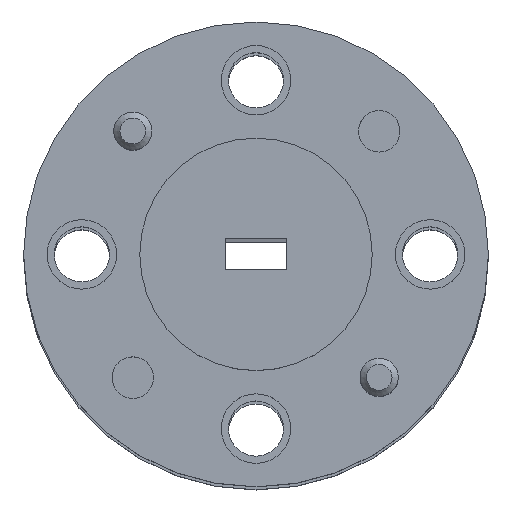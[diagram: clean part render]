
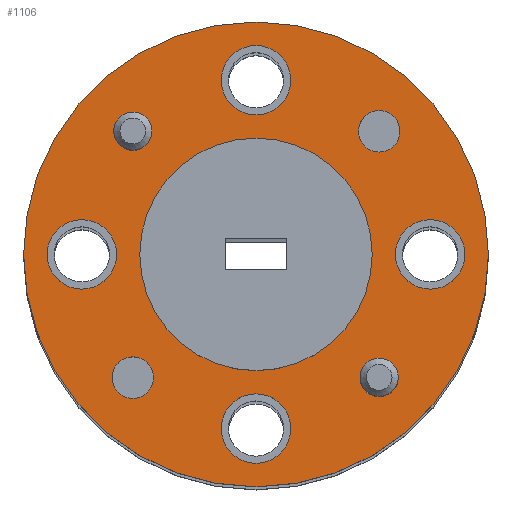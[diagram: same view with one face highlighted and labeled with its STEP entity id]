
A CAD part, top view. The second image highlights one B-rep face of the part: STEP entity #1106.
In plain terms, the highlighted planar face has unit normal (0, 0, 1).
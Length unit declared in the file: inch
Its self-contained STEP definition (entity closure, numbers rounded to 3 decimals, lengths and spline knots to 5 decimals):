
#43 = VERTEX_POINT ( 'NONE', #682 ) ;
#57 = EDGE_LOOP ( 'NONE', ( #1466 ) ) ;
#71 = EDGE_LOOP ( 'NONE', ( #172 ) ) ;
#73 = AXIS2_PLACEMENT_3D ( 'NONE', #1244, #541, #1514 ) ;
#76 = DIRECTION ( 'NONE',  ( 0., 0., 1. ) ) ;
#151 = DIRECTION ( 'NONE',  ( 1., 0., 0. ) ) ;
#172 = ORIENTED_EDGE ( 'NONE', *, *, #1257, .F. ) ;
#184 = CIRCLE ( 'NONE', #1033, 0.375 ) ;
#213 = VERTEX_POINT ( 'NONE', #867 ) ;
#214 = DIRECTION ( 'NONE',  ( 0., 0., 1. ) ) ;
#240 = AXIS2_PLACEMENT_3D ( 'NONE', #366, #356, #1493 ) ;
#254 = CIRCLE ( 'NONE', #768, 0.056 ) ;
#255 = CIRCLE ( 'NONE', #699, 0.056 ) ;
#262 = CARTESIAN_POINT ( 'NONE',  ( -0.225, 0., 0. ) ) ;
#264 = ORIENTED_EDGE ( 'NONE', *, *, #1389, .F. ) ;
#283 = VERTEX_POINT ( 'NONE', #419 ) ;
#318 = DIRECTION ( 'NONE',  ( 1., 0., 0. ) ) ;
#339 = DIRECTION ( 'NONE',  ( 0., 0., 1. ) ) ;
#355 = DIRECTION ( 'NONE',  ( 1., 0., 0. ) ) ;
#356 = DIRECTION ( 'NONE',  ( 0., 0., 1. ) ) ;
#358 = VERTEX_POINT ( 'NONE', #548 ) ;
#366 = CARTESIAN_POINT ( 'NONE',  ( -0.281, 0., 0. ) ) ;
#386 = FACE_OUTER_BOUND ( 'NONE', #644, .T. ) ;
#413 = FACE_BOUND ( 'NONE', #71, .T. ) ;
#419 = CARTESIAN_POINT ( 'NONE',  ( -0.16795, 0.1987, 0. ) ) ;
#424 = DIRECTION ( 'NONE',  ( 0., 0., 1. ) ) ;
#425 = EDGE_LOOP ( 'NONE', ( #900 ) ) ;
#455 = VERTEX_POINT ( 'NONE', #262 ) ;
#464 = ORIENTED_EDGE ( 'NONE', *, *, #637, .F. ) ;
#481 = CIRCLE ( 'NONE', #1684, 0.03075 ) ;
#541 = DIRECTION ( 'NONE',  ( 0., 0., 1. ) ) ;
#544 = DIRECTION ( 'NONE',  ( 1., 0., 0. ) ) ;
#548 = CARTESIAN_POINT ( 'NONE',  ( 0.22945, -0.1987, 0. ) ) ;
#549 = EDGE_LOOP ( 'NONE', ( #264 ) ) ;
#571 = EDGE_LOOP ( 'NONE', ( #942 ) ) ;
#578 = EDGE_LOOP ( 'NONE', ( #464 ) ) ;
#631 = EDGE_CURVE ( 'NONE', #43, #43, #1025, .T. ) ;
#637 = EDGE_CURVE ( 'NONE', #653, #653, #255, .T. ) ;
#640 = EDGE_CURVE ( 'NONE', #455, #455, #1585, .T. ) ;
#644 = EDGE_LOOP ( 'NONE', ( #956 ) ) ;
#653 = VERTEX_POINT ( 'NONE', #1808 ) ;
#682 = CARTESIAN_POINT ( 'NONE',  ( -0.1652, -0.1987, 0. ) ) ;
#699 = AXIS2_PLACEMENT_3D ( 'NONE', #1486, #76, #924 ) ;
#707 = FACE_BOUND ( 'NONE', #1798, .T. ) ;
#719 = EDGE_CURVE ( 'NONE', #358, #358, #481, .T. ) ;
#724 = CARTESIAN_POINT ( 'NONE',  ( 0.056, 0.281, 0. ) ) ;
#733 = AXIS2_PLACEMENT_3D ( 'NONE', #1431, #873, #1572 ) ;
#768 = AXIS2_PLACEMENT_3D ( 'NONE', #1598, #1177, #1324 ) ;
#773 = FACE_BOUND ( 'NONE', #571, .T. ) ;
#783 = PLANE ( 'NONE',  #1258 ) ;
#810 = CIRCLE ( 'NONE', #733, 0.03075 ) ;
#823 = EDGE_CURVE ( 'NONE', #213, #213, #184, .T. ) ;
#835 = CARTESIAN_POINT ( 'NONE',  ( 0., 0., 0. ) ) ;
#861 = CARTESIAN_POINT ( 'NONE',  ( 0., 0., 0. ) ) ;
#867 = CARTESIAN_POINT ( 'NONE',  ( 0.375, 0., 0. ) ) ;
#873 = DIRECTION ( 'NONE',  ( 0., 0., 1. ) ) ;
#884 = EDGE_CURVE ( 'NONE', #1583, #1583, #984, .T. ) ;
#900 = ORIENTED_EDGE ( 'NONE', *, *, #631, .F. ) ;
#924 = DIRECTION ( 'NONE',  ( 1., 0., 0. ) ) ;
#942 = ORIENTED_EDGE ( 'NONE', *, *, #719, .F. ) ;
#956 = ORIENTED_EDGE ( 'NONE', *, *, #823, .T. ) ;
#984 = CIRCLE ( 'NONE', #1624, 0.0335 ) ;
#992 = DIRECTION ( 'NONE',  ( 0., 0., 1. ) ) ;
#1021 = CIRCLE ( 'NONE', #1134, 0.1875 ) ;
#1025 = CIRCLE ( 'NONE', #1529, 0.0335 ) ;
#1033 = AXIS2_PLACEMENT_3D ( 'NONE', #861, #992, #151 ) ;
#1065 = DIRECTION ( 'NONE',  ( 1., 0., 0. ) ) ;
#1074 = CARTESIAN_POINT ( 'NONE',  ( -0.1987, -0.1987, 0. ) ) ;
#1104 = ORIENTED_EDGE ( 'NONE', *, *, #884, .F. ) ;
#1106 = ADVANCED_FACE ( 'NONE', ( #773, #1136, #707, #413, #1381, #1505, #1116, #1461, #1788, #386 ), #783, .T. ) ;
#1116 = FACE_BOUND ( 'NONE', #1543, .T. ) ;
#1134 = AXIS2_PLACEMENT_3D ( 'NONE', #835, #1525, #544 ) ;
#1136 = FACE_BOUND ( 'NONE', #549, .T. ) ;
#1147 = CARTESIAN_POINT ( 'NONE',  ( 0.056, -0.281, 0. ) ) ;
#1177 = DIRECTION ( 'NONE',  ( 0., 0., 1. ) ) ;
#1205 = CARTESIAN_POINT ( 'NONE',  ( 0., 0., 0. ) ) ;
#1236 = ORIENTED_EDGE ( 'NONE', *, *, #1823, .F. ) ;
#1244 = CARTESIAN_POINT ( 'NONE',  ( 0., -0.281, 0. ) ) ;
#1257 = EDGE_CURVE ( 'NONE', #1320, #1320, #1278, .T. ) ;
#1258 = AXIS2_PLACEMENT_3D ( 'NONE', #1205, #1745, #355 ) ;
#1272 = CARTESIAN_POINT ( 'NONE',  ( 0.2322, 0.1987, 0. ) ) ;
#1278 = CIRCLE ( 'NONE', #73, 0.056 ) ;
#1303 = EDGE_LOOP ( 'NONE', ( #1236 ) ) ;
#1320 = VERTEX_POINT ( 'NONE', #1147 ) ;
#1324 = DIRECTION ( 'NONE',  ( 1., 0., 0. ) ) ;
#1344 = VERTEX_POINT ( 'NONE', #724 ) ;
#1381 = FACE_BOUND ( 'NONE', #57, .T. ) ;
#1389 = EDGE_CURVE ( 'NONE', #283, #283, #810, .T. ) ;
#1403 = DIRECTION ( 'NONE',  ( 1., 0., 0. ) ) ;
#1420 = CARTESIAN_POINT ( 'NONE',  ( 0.1875, 0., 0. ) ) ;
#1431 = CARTESIAN_POINT ( 'NONE',  ( -0.1987, 0.1987, 0. ) ) ;
#1461 = FACE_BOUND ( 'NONE', #425, .T. ) ;
#1466 = ORIENTED_EDGE ( 'NONE', *, *, #640, .F. ) ;
#1486 = CARTESIAN_POINT ( 'NONE',  ( 0.281, 0., 0. ) ) ;
#1493 = DIRECTION ( 'NONE',  ( 1., 0., 0. ) ) ;
#1496 = CARTESIAN_POINT ( 'NONE',  ( 0.1987, -0.1987, 0. ) ) ;
#1505 = FACE_BOUND ( 'NONE', #578, .T. ) ;
#1514 = DIRECTION ( 'NONE',  ( 1., 0., 0. ) ) ;
#1525 = DIRECTION ( 'NONE',  ( 0., 0., 1. ) ) ;
#1529 = AXIS2_PLACEMENT_3D ( 'NONE', #1074, #214, #1065 ) ;
#1543 = EDGE_LOOP ( 'NONE', ( #1104 ) ) ;
#1572 = DIRECTION ( 'NONE',  ( 1., 0., 0. ) ) ;
#1578 = ORIENTED_EDGE ( 'NONE', *, *, #1597, .F. ) ;
#1583 = VERTEX_POINT ( 'NONE', #1272 ) ;
#1585 = CIRCLE ( 'NONE', #240, 0.056 ) ;
#1597 = EDGE_CURVE ( 'NONE', #1344, #1344, #254, .T. ) ;
#1598 = CARTESIAN_POINT ( 'NONE',  ( 0., 0.281, 0. ) ) ;
#1624 = AXIS2_PLACEMENT_3D ( 'NONE', #1709, #339, #318 ) ;
#1684 = AXIS2_PLACEMENT_3D ( 'NONE', #1496, #424, #1403 ) ;
#1709 = CARTESIAN_POINT ( 'NONE',  ( 0.1987, 0.1987, 0. ) ) ;
#1745 = DIRECTION ( 'NONE',  ( 0., 0., 1. ) ) ;
#1746 = VERTEX_POINT ( 'NONE', #1420 ) ;
#1788 = FACE_BOUND ( 'NONE', #1303, .T. ) ;
#1798 = EDGE_LOOP ( 'NONE', ( #1578 ) ) ;
#1808 = CARTESIAN_POINT ( 'NONE',  ( 0.337, 0., 0. ) ) ;
#1823 = EDGE_CURVE ( 'NONE', #1746, #1746, #1021, .T. ) ;
